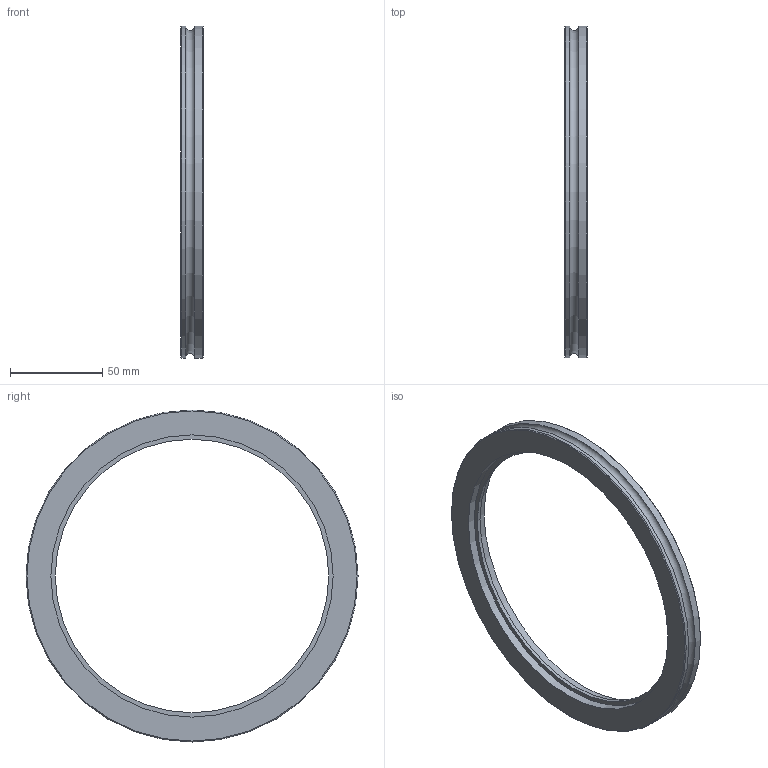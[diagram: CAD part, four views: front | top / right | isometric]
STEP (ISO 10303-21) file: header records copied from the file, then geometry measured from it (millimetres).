
FILE_DESCRIPTION(/* description */ (''),/* implementation_level */ '2;1');
FILE_NAME(/* name */ 'FL-160LF-W.stp',/* time_stamp */ '2019-04-10T14:31:29+01:00',/* author */ ('paul'),/* organization */ (''),/* preprocessor_version */ 'ST-DEVELOPER v18',/* originating_system */ 'Autodesk Inventor 2020',/* authorisation */ '');
FILE_SCHEMA (('AUTOMOTIVE_DESIGN { 1 0 10303 214 3 1 1 }'));
Length unit declared in the file: millimetre
Products named in the file (1): FL-160LF-W
Bounding box: 12 x 180 x 180 mm (x, y, z)
Volume: 74964.1 mm3; surface area: 32198.9 mm2
Topology: 1 solids, 1 shells, 16 faces, 40 edges, 30 vertices
Faces by surface type: cylinder 7, plane 6, cone 2, torus 1
Full cylindrical faces by diameter (mm): 148.3 x1, 153 x2, 163 x1, 175 x1, 180 x2
Entity records: 560 total; most frequent: DIRECTION 105, CARTESIAN_POINT 87, ORIENTED_EDGE 80, AXIS2_PLACEMENT_3D 48, EDGE_CURVE 40, CIRCLE 31, VERTEX_POINT 30, EDGE_LOOP 22
